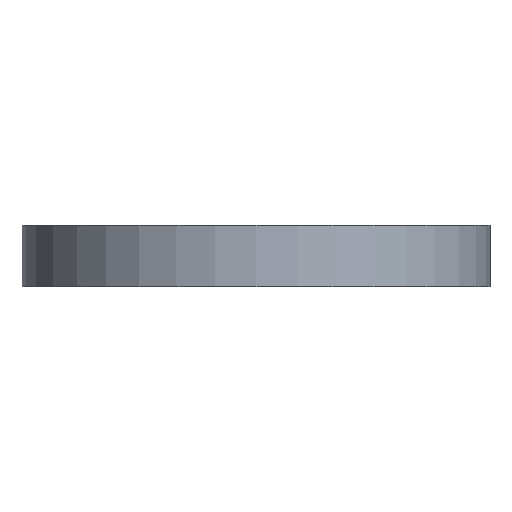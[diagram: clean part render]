
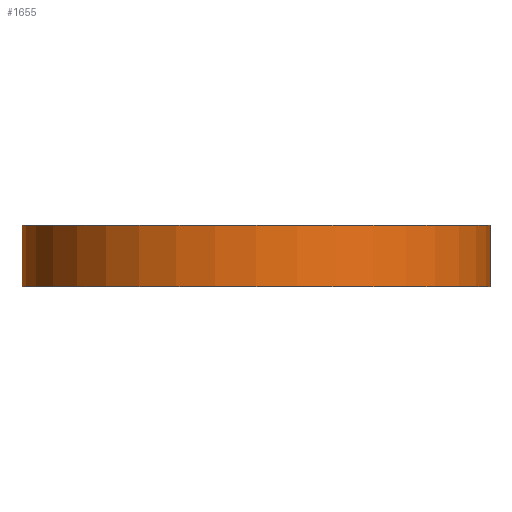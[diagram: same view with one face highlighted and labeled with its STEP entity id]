
A CAD part, front view. The second image highlights one B-rep face of the part: STEP entity #1655.
In plain terms, the highlighted cylindrical face has radius 76.394 mm (diameter 152.789 mm), a partial arc.
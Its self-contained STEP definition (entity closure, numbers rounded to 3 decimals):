
#24 = VERTEX_POINT ( 'NONE', #2199 ) ;
#27 = VERTEX_POINT ( 'NONE', #2198 ) ;
#28 = VERTEX_POINT ( 'NONE', #2150 ) ;
#29 = VERTEX_POINT ( 'NONE', #2252 ) ;
#709 = CIRCLE ( 'NONE', #4310, 76.394 ) ;
#717 = CIRCLE ( 'NONE', #4308, 76.394 ) ;
#1655 = ADVANCED_FACE ( 'NONE', ( #6632 ), #6626, .T. ) ;
#2150 = CARTESIAN_POINT ( 'NONE',  ( -76.394, 0., 10. ) ) ;
#2198 = CARTESIAN_POINT ( 'NONE',  ( 76.394, 0., -10. ) ) ;
#2199 = CARTESIAN_POINT ( 'NONE',  ( -76.394, 0., -10. ) ) ;
#2252 = CARTESIAN_POINT ( 'NONE',  ( 76.394, 0., 10. ) ) ;
#3169 = DIRECTION ( 'NONE',  ( 0., 0., -1. ) ) ;
#3170 = CARTESIAN_POINT ( 'NONE',  ( 0., 0., 10. ) ) ;
#3174 = DIRECTION ( 'NONE',  ( -1., 0., 0. ) ) ;
#3771 = EDGE_CURVE ( 'NONE', #24, #27, #717, .T. ) ;
#3775 = EDGE_CURVE ( 'NONE', #28, #29, #709, .T. ) ;
#4015 = EDGE_CURVE ( 'NONE', #28, #24, #6418, .T. ) ;
#4160 = AXIS2_PLACEMENT_3D ( 'NONE', #3170, #3169, #3174 ) ;
#4308 = AXIS2_PLACEMENT_3D ( 'NONE', #8364, #8354, #8353 ) ;
#4310 = AXIS2_PLACEMENT_3D ( 'NONE', #8355, #8343, #8342 ) ;
#5664 = EDGE_LOOP ( 'NONE', ( #7341, #7562, #7236, #7548 ) ) ;
#5732 = EDGE_CURVE ( 'NONE', #29, #27, #6377, .T. ) ;
#6376 = VECTOR ( 'NONE', #9194, 1000. ) ;
#6377 = LINE ( 'NONE', #9197, #6376 ) ;
#6417 = VECTOR ( 'NONE', #9063, 1000. ) ;
#6418 = LINE ( 'NONE', #9066, #6417 ) ;
#6626 = CYLINDRICAL_SURFACE ( 'NONE', #4160, 76.394 ) ;
#6632 = FACE_OUTER_BOUND ( 'NONE', #5664, .T. ) ;
#7236 = ORIENTED_EDGE ( 'NONE', *, *, #4015, .T. ) ;
#7341 = ORIENTED_EDGE ( 'NONE', *, *, #5732, .F. ) ;
#7548 = ORIENTED_EDGE ( 'NONE', *, *, #3771, .T. ) ;
#7562 = ORIENTED_EDGE ( 'NONE', *, *, #3775, .F. ) ;
#8342 = DIRECTION ( 'NONE',  ( 1., 0., 0. ) ) ;
#8343 = DIRECTION ( 'NONE',  ( 0., 0., 1. ) ) ;
#8353 = DIRECTION ( 'NONE',  ( 1., 0., 0. ) ) ;
#8354 = DIRECTION ( 'NONE',  ( 0., 0., 1. ) ) ;
#8355 = CARTESIAN_POINT ( 'NONE',  ( 0., 0., 10. ) ) ;
#8364 = CARTESIAN_POINT ( 'NONE',  ( 0., 0., -10. ) ) ;
#9063 = DIRECTION ( 'NONE',  ( 0., 0., -1. ) ) ;
#9066 = CARTESIAN_POINT ( 'NONE',  ( -76.394, 0., 10. ) ) ;
#9194 = DIRECTION ( 'NONE',  ( 0., 0., -1. ) ) ;
#9197 = CARTESIAN_POINT ( 'NONE',  ( 76.394, 0., 10. ) ) ;
